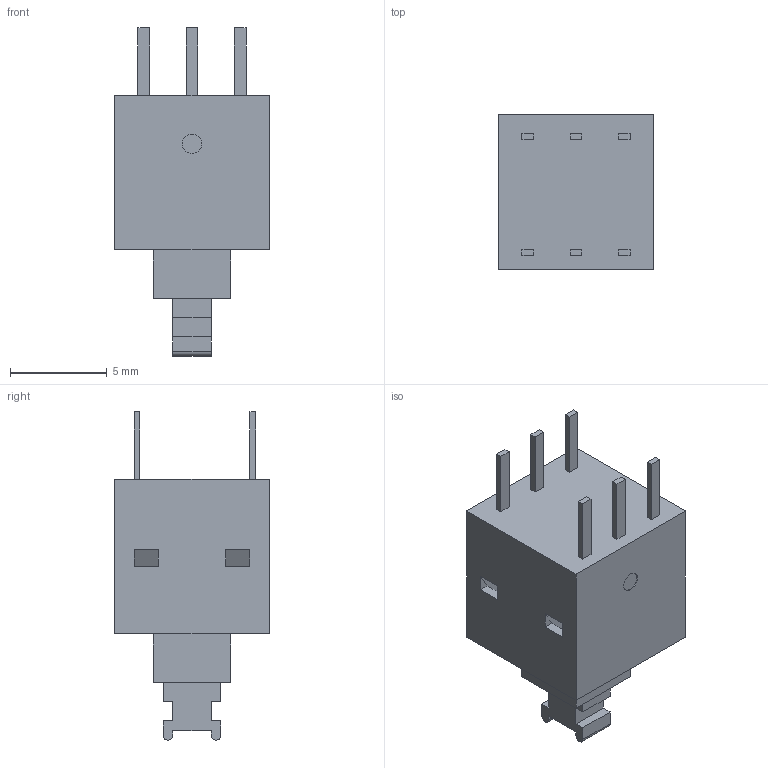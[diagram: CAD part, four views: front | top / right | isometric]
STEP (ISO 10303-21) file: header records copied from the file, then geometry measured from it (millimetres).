
FILE_DESCRIPTION((' '),'2;1');
FILE_NAME('TL2285xx.stp','2017-07-24T13:31:48',(' '),(' '),' ','ACIS',' ');
FILE_SCHEMA(('CONFIG_CONTROL_DESIGN'));
Length unit declared in the file: inch
Products named in the file (1): TL2285xx.stp
Bounding box: 8 x 8 x 17 mm (x, y, z)
Volume: 391.8 mm3; surface area: 977.6 mm2
Topology: 1 solids, 3 shells, 225 faces, 609 edges, 392 vertices
Faces by surface type: plane 210, cylinder 14, bspline 1
Full cylindrical faces by diameter (mm): 0.5 x1, 1 x6
Entity records: 9856 total; most frequent: CARTESIAN_POINT 4137, ORIENTED_EDGE 1196, DIRECTION 1051, EDGE_CURVE 598, VECTOR 543, LINE 543, VERTEX_POINT 388, EDGE_LOOP 262
